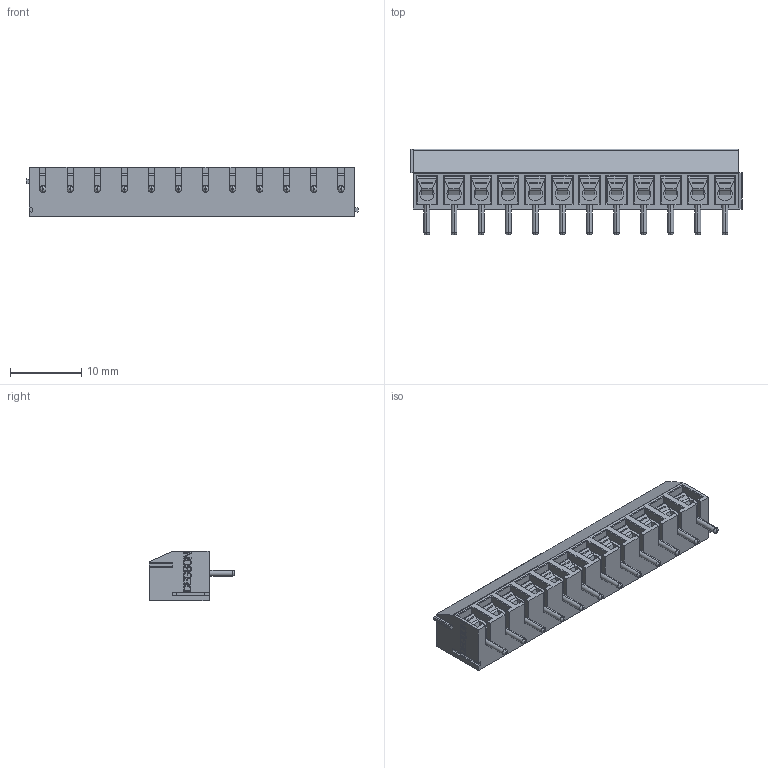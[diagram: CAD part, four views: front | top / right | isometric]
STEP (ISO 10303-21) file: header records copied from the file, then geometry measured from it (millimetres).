
FILE_DESCRIPTION (( 'STEP AP214' ), '1' );
FILE_NAME ('DG340-3.81-12P-12-00AH.STEP', '2017-04-29T16:57:23', ( 'SIG' ), ( '' ), 'SwSTEP 2.0', 'SolidWorks 2014', '' );
FILE_SCHEMA (( 'AUTOMOTIVE_DESIGN' ));
Length unit declared in the file: millimetre
Products named in the file (42): DG340-381-klamper; DG340-381_screw; DG340-381-spring; DG340-381; DG340-3.81-12P-12-00AH
Assembly tree (37 placements, depth 2):
  DG340-381-klamper
  DG340-381_screw
  DG340-381-klamper
  DG340-381_screw
  DG340-381-spring
Bounding box: 46.68 x 12.01 x 7 mm (x, y, z)
Volume: 1947.9 mm3; surface area: 5309.9 mm2
Topology: 38 solids, 38 shells, 1622 faces, 4109 edges, 2648 vertices
Faces by surface type: plane 926, cylinder 361, bspline 157, torus 108, cone 70
Entity records: 43046 total; most frequent: CARTESIAN_POINT 15072, ORIENTED_EDGE 4830, DIRECTION 4091, EDGE_CURVE 2415, LINE 1703, VECTOR 1703, VERTEX_POINT 1559, AXIS2_PLACEMENT_3D 1194
